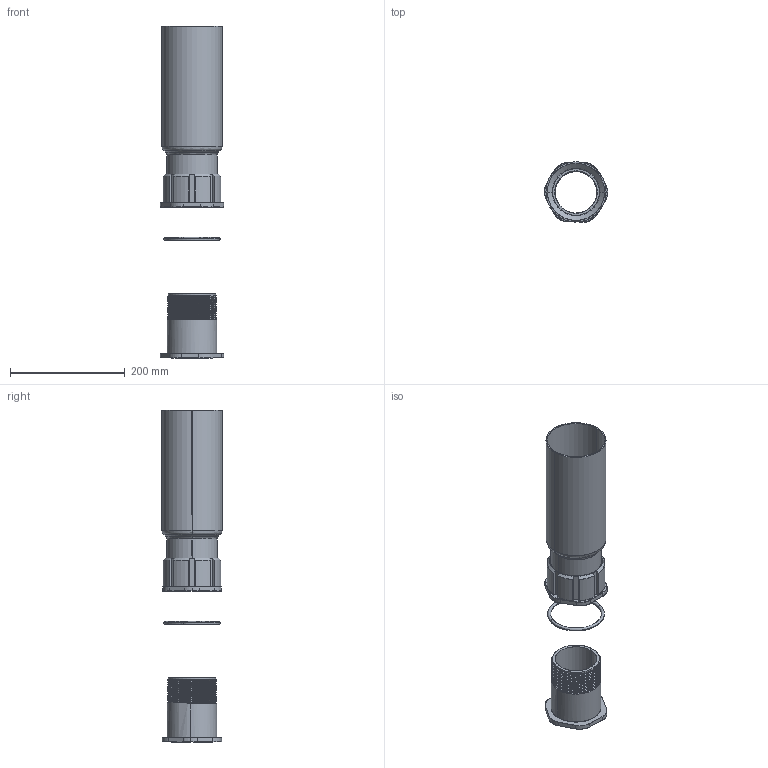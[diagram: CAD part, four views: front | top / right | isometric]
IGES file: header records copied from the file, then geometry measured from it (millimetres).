
Start section: SolidWorks IGES file using analytic representation for surfaces
Global section: file name: NUS-5-4LN.IGS; native system: SolidWorks 2013; preprocessor: SolidWorks 2013; author: office; date: 161116.073043; units: inch
Bounding box: 110.63 x 104.75 x 579.33 mm (x, y, z)
Surface area: 313874.5 mm2 (no closed solid volume)
Topology: 0 solids, 0 shells, 424 faces, 7600 edges, 7600 vertices
Faces by surface type: revolution 267, bspline 157
